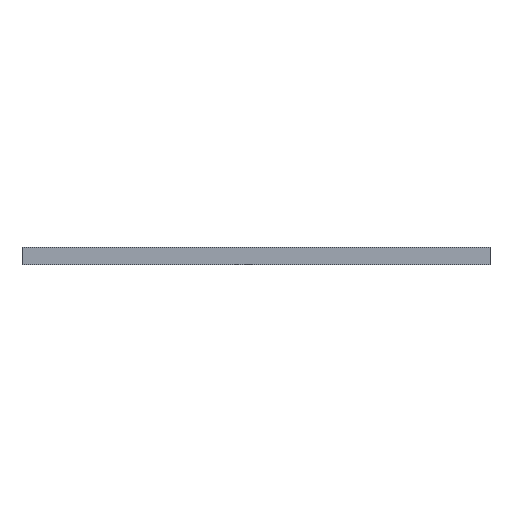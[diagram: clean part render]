
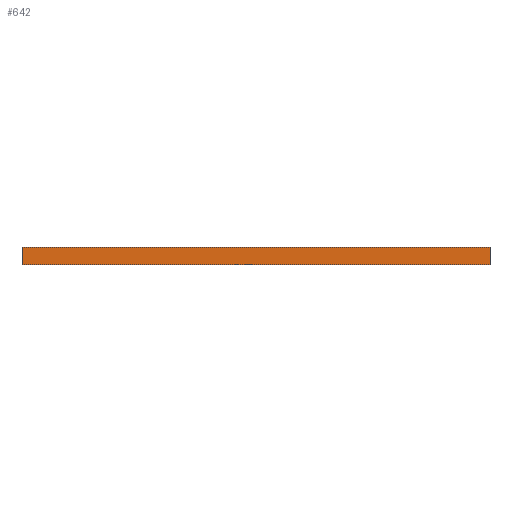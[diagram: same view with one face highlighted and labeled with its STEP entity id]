
A CAD part, front view. The second image highlights one B-rep face of the part: STEP entity #642.
In plain terms, the highlighted planar face has unit normal (0, -1, 0).
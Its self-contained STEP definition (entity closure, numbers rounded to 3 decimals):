
#7 = LINE ( 'NONE', #515, #140 ) ;
#29 = VECTOR ( 'NONE', #662, 1000. ) ;
#67 = DIRECTION ( 'NONE',  ( 0., 1., 0. ) ) ;
#77 = LINE ( 'NONE', #147, #227 ) ;
#128 = DIRECTION ( 'NONE',  ( 1., 0., 0. ) ) ;
#140 = VECTOR ( 'NONE', #727, 1000. ) ;
#144 = EDGE_CURVE ( 'NONE', #884, #907, #7, .T. ) ;
#147 = CARTESIAN_POINT ( 'NONE',  ( 0., -82.9, 5. ) ) ;
#158 = AXIS2_PLACEMENT_3D ( 'NONE', #717, #67, #352 ) ;
#207 = FACE_OUTER_BOUND ( 'NONE', #840, .T. ) ;
#227 = VECTOR ( 'NONE', #366, 1000. ) ;
#247 = VERTEX_POINT ( 'NONE', #847 ) ;
#267 = CARTESIAN_POINT ( 'NONE',  ( 47.1, -82.9, 0. ) ) ;
#282 = LINE ( 'NONE', #578, #704 ) ;
#285 = LINE ( 'NONE', #728, #29 ) ;
#350 = ORIENTED_EDGE ( 'NONE', *, *, #496, .F. ) ;
#352 = DIRECTION ( 'NONE',  ( 0., 0., 1. ) ) ;
#366 = DIRECTION ( 'NONE',  ( 1., 0., 0. ) ) ;
#375 = ORIENTED_EDGE ( 'NONE', *, *, #649, .T. ) ;
#391 = CARTESIAN_POINT ( 'NONE',  ( -82.9, -82.9, 0. ) ) ;
#423 = PLANE ( 'NONE',  #158 ) ;
#496 = EDGE_CURVE ( 'NONE', #884, #247, #77, .T. ) ;
#515 = CARTESIAN_POINT ( 'NONE',  ( -82.9, -82.9, 5. ) ) ;
#528 = ORIENTED_EDGE ( 'NONE', *, *, #664, .F. ) ;
#531 = CARTESIAN_POINT ( 'NONE',  ( -82.9, -82.9, 5. ) ) ;
#540 = ORIENTED_EDGE ( 'NONE', *, *, #144, .T. ) ;
#552 = VERTEX_POINT ( 'NONE', #267 ) ;
#578 = CARTESIAN_POINT ( 'NONE',  ( 0., -82.9, 0. ) ) ;
#642 = ADVANCED_FACE ( 'NONE', ( #207 ), #423, .F. ) ;
#649 = EDGE_CURVE ( 'NONE', #907, #552, #282, .T. ) ;
#662 = DIRECTION ( 'NONE',  ( 0., 0., -1. ) ) ;
#664 = EDGE_CURVE ( 'NONE', #247, #552, #285, .T. ) ;
#704 = VECTOR ( 'NONE', #128, 1000. ) ;
#717 = CARTESIAN_POINT ( 'NONE',  ( 0., -82.9, 5. ) ) ;
#727 = DIRECTION ( 'NONE',  ( 0., 0., -1. ) ) ;
#728 = CARTESIAN_POINT ( 'NONE',  ( 47.1, -82.9, 5. ) ) ;
#840 = EDGE_LOOP ( 'NONE', ( #375, #528, #350, #540 ) ) ;
#847 = CARTESIAN_POINT ( 'NONE',  ( 47.1, -82.9, 5. ) ) ;
#884 = VERTEX_POINT ( 'NONE', #531 ) ;
#907 = VERTEX_POINT ( 'NONE', #391 ) ;
